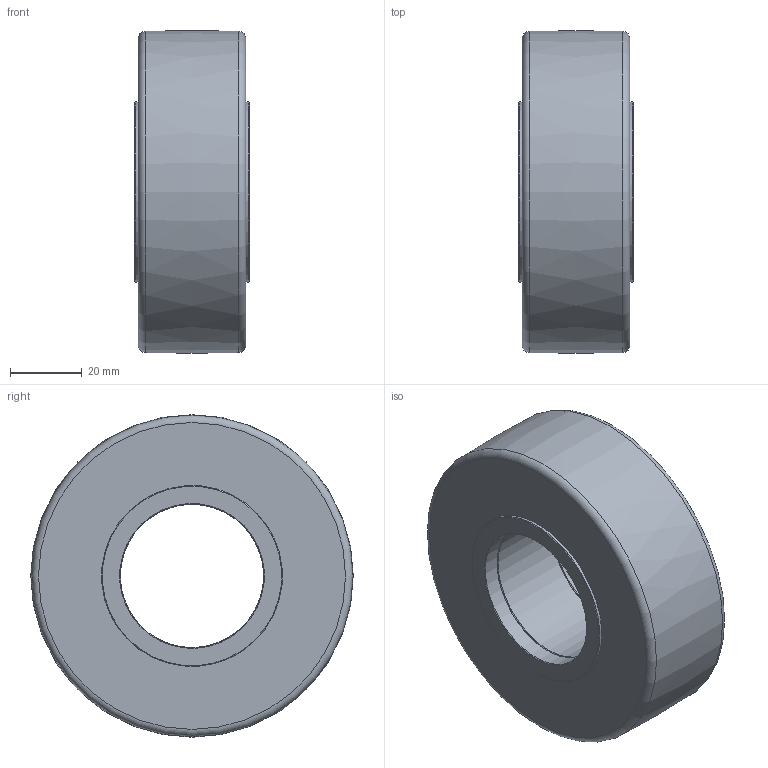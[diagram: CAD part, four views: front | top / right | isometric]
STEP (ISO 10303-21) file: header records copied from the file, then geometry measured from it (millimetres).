
FILE_DESCRIPTION(/* description */ ('-'),/* implementation_level */ '2;1');
FILE_NAME(/* name */ 'ALFATEC_SR040-090.stp',/* time_stamp */ '2022-07-07T13:50:16+02:00',/* author */ ('seider'),/* organization */ (''),/* preprocessor_version */ 'ST-DEVELOPER v18.1',/* originating_system */ 'Autodesk Inventor 2020',/* authorisation */ '');
FILE_SCHEMA (('AUTOMOTIVE_DESIGN { 1 0 10303 214 3 1 1 }'));
Length unit declared in the file: millimetre
Products named in the file (1): SR 040.090_Kontur
Bounding box: 32 x 90 x 89.98 mm (x, y, z)
Volume: 126807.5 mm3; surface area: 36841.9 mm2
Topology: 1 solids, 1 shells, 66 faces, 173 edges, 108 vertices
Faces by surface type: cylinder 25, plane 20, cone 14, torus 6, bspline 1
Full cylindrical faces by diameter (mm): 2.5 x1, 40 x3, 50.5 x4, 54 x2, 56.238 x2, 58.15 x3
Entity records: 2341 total; most frequent: CARTESIAN_POINT 444, DIRECTION 426, ORIENTED_EDGE 350, AXIS2_PLACEMENT_3D 189, EDGE_CURVE 175, CIRCLE 123, VERTEX_POINT 108, EDGE_LOOP 83
